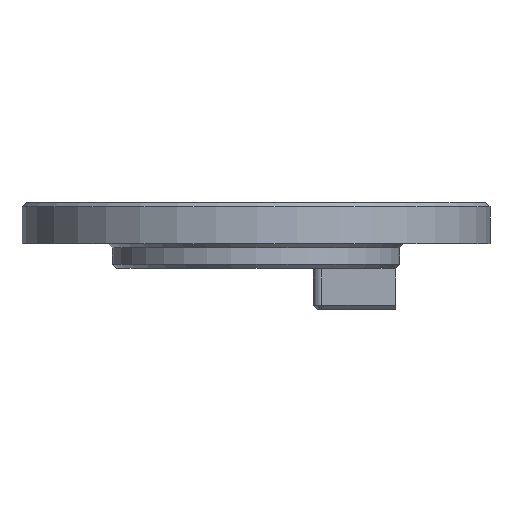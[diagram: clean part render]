
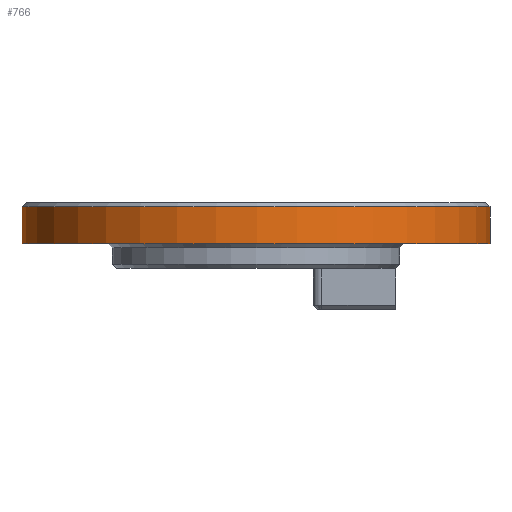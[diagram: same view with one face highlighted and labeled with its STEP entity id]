
A CAD part, front view. The second image highlights one B-rep face of the part: STEP entity #766.
In plain terms, the highlighted cylindrical face has radius 28.5 mm (diameter 57 mm), a partial arc.
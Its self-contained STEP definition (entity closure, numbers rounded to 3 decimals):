
#62 = DIRECTION ( 'NONE',  ( 1., 0., 0. ) ) ;
#94 = DIRECTION ( 'NONE',  ( -1., 0., 0. ) ) ;
#136 = CARTESIAN_POINT ( 'NONE',  ( -45.499, -35.187, 4.5 ) ) ;
#231 = DIRECTION ( 'NONE',  ( 0., 0., -1. ) ) ;
#239 = ORIENTED_EDGE ( 'NONE', *, *, #1766, .T. ) ;
#305 = VECTOR ( 'NONE', #2165, 1000. ) ;
#306 = CIRCLE ( 'NONE', #1845, 28.5 ) ;
#422 = VERTEX_POINT ( 'NONE', #1406 ) ;
#425 = CYLINDRICAL_SURFACE ( 'NONE', #2163, 28.5 ) ;
#496 = VECTOR ( 'NONE', #1498, 1000. ) ;
#600 = VERTEX_POINT ( 'NONE', #136 ) ;
#705 = AXIS2_PLACEMENT_3D ( 'NONE', #2122, #2299, #1949 ) ;
#766 = ADVANCED_FACE ( 'NONE', ( #961 ), #425, .T. ) ;
#794 = CARTESIAN_POINT ( 'NONE',  ( 11.5, -35., 5. ) ) ;
#938 = CARTESIAN_POINT ( 'NONE',  ( -17., -35., 4.5 ) ) ;
#961 = FACE_OUTER_BOUND ( 'NONE', #1027, .T. ) ;
#1027 = EDGE_LOOP ( 'NONE', ( #1237, #2034, #239, #1212 ) ) ;
#1034 = EDGE_CURVE ( 'NONE', #1625, #422, #1174, .T. ) ;
#1077 = LINE ( 'NONE', #1784, #305 ) ;
#1079 = CARTESIAN_POINT ( 'NONE',  ( -45.499, -35.187, 0. ) ) ;
#1174 = CIRCLE ( 'NONE', #705, 28.5 ) ;
#1212 = ORIENTED_EDGE ( 'NONE', *, *, #1034, .T. ) ;
#1237 = ORIENTED_EDGE ( 'NONE', *, *, #1308, .F. ) ;
#1308 = EDGE_CURVE ( 'NONE', #1581, #422, #1670, .T. ) ;
#1406 = CARTESIAN_POINT ( 'NONE',  ( 11.5, -35., 0. ) ) ;
#1498 = DIRECTION ( 'NONE',  ( 0., 0., -1. ) ) ;
#1513 = CARTESIAN_POINT ( 'NONE',  ( -17., -35., 5. ) ) ;
#1581 = VERTEX_POINT ( 'NONE', #2186 ) ;
#1625 = VERTEX_POINT ( 'NONE', #1079 ) ;
#1670 = LINE ( 'NONE', #794, #496 ) ;
#1766 = EDGE_CURVE ( 'NONE', #600, #1625, #1077, .T. ) ;
#1784 = CARTESIAN_POINT ( 'NONE',  ( -45.499, -35.187, 5. ) ) ;
#1845 = AXIS2_PLACEMENT_3D ( 'NONE', #938, #231, #62 ) ;
#1862 = DIRECTION ( 'NONE',  ( 0., 0., -1. ) ) ;
#1912 = EDGE_CURVE ( 'NONE', #1581, #600, #306, .T. ) ;
#1949 = DIRECTION ( 'NONE',  ( 1., 0., 0. ) ) ;
#2034 = ORIENTED_EDGE ( 'NONE', *, *, #1912, .T. ) ;
#2122 = CARTESIAN_POINT ( 'NONE',  ( -17., -35., 0. ) ) ;
#2163 = AXIS2_PLACEMENT_3D ( 'NONE', #1513, #1862, #94 ) ;
#2165 = DIRECTION ( 'NONE',  ( 0., 0., -1. ) ) ;
#2186 = CARTESIAN_POINT ( 'NONE',  ( 11.5, -35., 4.5 ) ) ;
#2299 = DIRECTION ( 'NONE',  ( 0., 0., 1. ) ) ;
